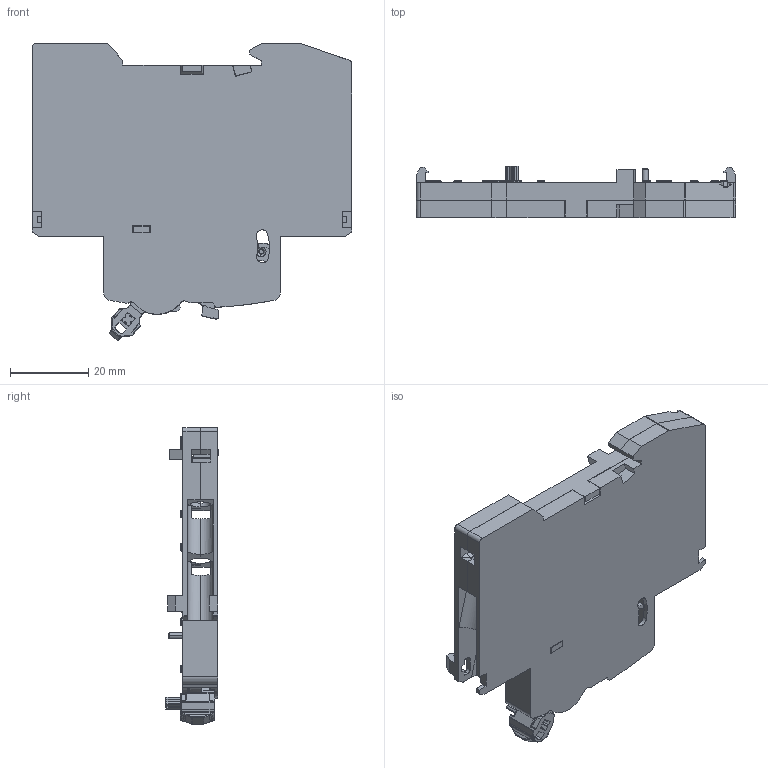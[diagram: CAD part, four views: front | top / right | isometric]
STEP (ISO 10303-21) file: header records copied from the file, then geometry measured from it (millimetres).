
FILE_DESCRIPTION (( 'STEP AP203' ), '1' );
FILE_NAME ('M2ALX1--170790001.STEP', '2022-03-25T10:36:05', ( '' ), ( '' ), 'SwSTEP 2.0', 'SolidWorks 2017', '' );
FILE_SCHEMA (( 'CONFIG_CONTROL_DESIGN' ));
Length unit declared in the file: millimetre
Products named in the file (1): M2ALX1--170790001
Bounding box: 81.5 x 13.3 x 75.81 mm (x, y, z)
Surface area: 21606.8 mm2 (no closed solid volume)
Topology: 0 solids, 39 shells, 821 faces, 3806 edges, 2975 vertices
Faces by surface type: plane 374, cylinder 315, bspline 93, cone 39
Entity records: 46253 total; most frequent: CARTESIAN_POINT 19197, ORIENTED_EDGE 5728, DIRECTION 4318, EDGE_CURVE 3782, VERTEX_POINT 2975, LINE 1852, VECTOR 1852, B_SPLINE_CURVE_WITH_KNOTS 1294
